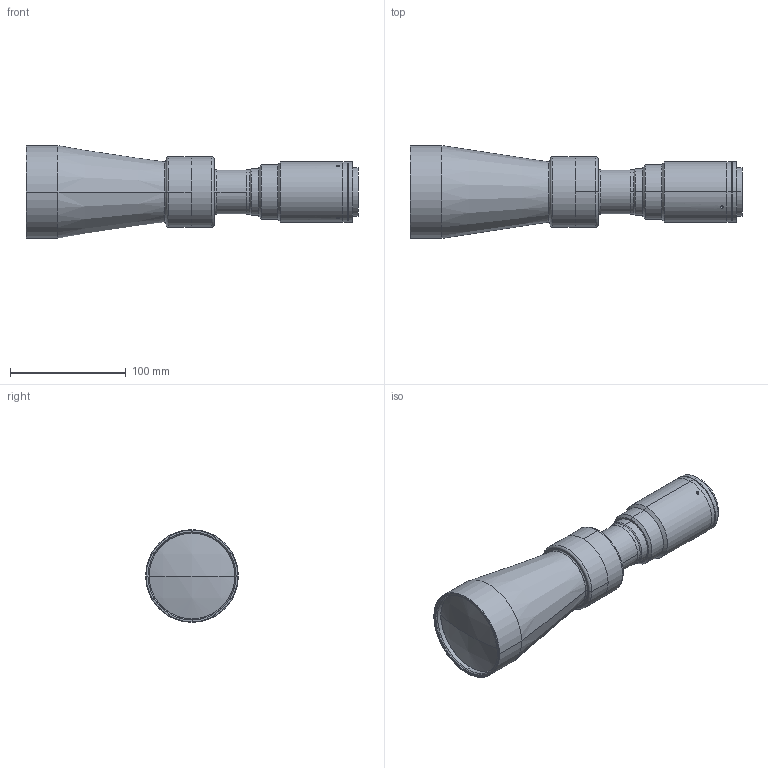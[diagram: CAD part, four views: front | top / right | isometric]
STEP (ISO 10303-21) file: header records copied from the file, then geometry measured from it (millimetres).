
FILE_DESCRIPTION (( 'STEP AP214' ), '1' );
FILE_NAME ('TC4M056HR-M42.STEP', '2014-06-04T07:40:12', ( 'piermario' ), ( '' ), 'SwSTEP 2.0', 'SolidWorks 2013', '' );
FILE_SCHEMA (( 'AUTOMOTIVE_DESIGN' ));
Length unit declared in the file: millimetre
Products named in the file (1): TC4M056HR-M42
Bounding box: 286.71 x 80 x 80 mm (x, y, z)
Surface area: 76621.3 mm2 (no closed solid volume)
Topology: 0 solids, 10 shells, 92 faces, 234 edges, 156 vertices
Faces by surface type: cylinder 40, plane 22, cone 16, torus 12, sphere 2
Entity records: 4050 total; most frequent: CARTESIAN_POINT 729, DIRECTION 539, ORIENTED_EDGE 395, EDGE_CURVE 234, AXIS2_PLACEMENT_3D 230, VERTEX_POINT 156, CIRCLE 137, EDGE_LOOP 111
